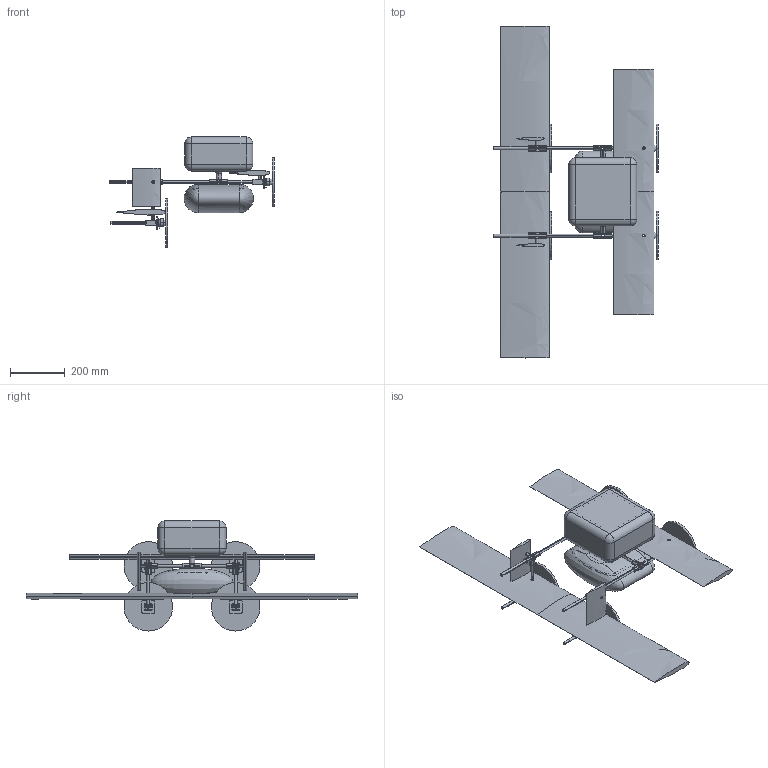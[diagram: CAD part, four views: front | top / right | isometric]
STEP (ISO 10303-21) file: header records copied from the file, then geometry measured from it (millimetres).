
FILE_DESCRIPTION((''),'2;1');
FILE_NAME('UAV_ASM','2022-10-07T17:19:10',('metelkma'),(''),'CREO PARAMETRIC BY PTC INC, 2020354','CREO PARAMETRIC BY PTC INC, 2020354','');
FILE_SCHEMA(('CONFIG_CONTROL_DESIGN'));
Length unit declared in the file: millimetre
Products named in the file (52): ORIENT; MAIN_HUB; MID_TUBE_R; SIDE_HUB_R; REAR_RAIL_R; REAR_HUB_R; BOTTOM_LEG_R; RUDDER_TUBE_R; RIGHT_RUDDER; VERTICAL_R; REAR_FLANGE_R; REAR_MOTOR_R; REAR_PROP_R; TOP_LEG_R; REAR_RIGHT_WING; FRONT_RAIL_R; FRONT_FLANGE_R; FRONT_WING_TUBE_R; FRONT_RIGHT_WING; FRONT_MOTOR_R; FRONT_PROP_R; CAPSULE_FUSELAGE; RPMTEMP; VARIOMETER; AUTOPILOT; BATTERY_2; GPS; BATTERY_1; CURRENT; VOLTAGE; MID_TUBE_L; SIDE_HUB_L; FRONT_RAIL_L; FRONT_FLANGE_L; FRONT_MOTOR_L; FRONT_PROP_L; FRONT_WING_TUBE_L; FRONT_LEFT_WING; REAR_RAIL_L; REAR_HUB_L ...
Assembly tree (51 placements, depth 2):
  UAV_ASM
    ORIENT
    MAIN_HUB
    MID_TUBE_R
    SIDE_HUB_R
    REAR_RAIL_R
    REAR_HUB_R
    BOTTOM_LEG_R
    RUDDER_TUBE_R
    RIGHT_RUDDER
    VERTICAL_R
    REAR_FLANGE_R
    REAR_MOTOR_R
    REAR_PROP_R
    TOP_LEG_R
    REAR_RIGHT_WING
    FRONT_RAIL_R
    FRONT_FLANGE_R
    FRONT_WING_TUBE_R
    FRONT_RIGHT_WING
    FRONT_MOTOR_R
    FRONT_PROP_R
    CAPSULE_FUSELAGE
    RPMTEMP
    VARIOMETER
    AUTOPILOT
    BATTERY_2
    GPS
    BATTERY_1
    CURRENT
    VOLTAGE
    MID_TUBE_L
    SIDE_HUB_L
    FRONT_RAIL_L
    FRONT_FLANGE_L
    FRONT_MOTOR_L
    FRONT_PROP_L
    FRONT_WING_TUBE_L
    FRONT_LEFT_WING
    REAR_RAIL_L
    REAR_HUB_L
    VERTICAL_L
    REAR_LEFT_WING
    REAR_FLANGE_L
    TOP_LEG_L
    REAR_MOTOR_L
    REAR_PROP_L
    RUDDER_TUBE_L
    LEFT_RUDDER
    BOTTOM_LEG_L
    CARGOCASE
    CARGO
Bounding box: 604.32 x 1218 x 404.06 mm (x, y, z)
Volume: 14250875.4 mm3; surface area: 2409410.1 mm2
Topology: 62 solids, 71 shells, 1049 faces, 2312 edges, 1426 vertices
Faces by surface type: cylinder 506, plane 400, sphere 88, torus 18, cone 16, bspline 12, revolution 6, extrusion 3
Entity records: 33986 total; most frequent: CARTESIAN_POINT 9519, DIRECTION 5237, ORIENTED_EDGE 4608, EDGE_CURVE 2304, AXIS2_PLACEMENT_3D 1996, VERTEX_POINT 1426, VECTOR 1239, LINE 1236
